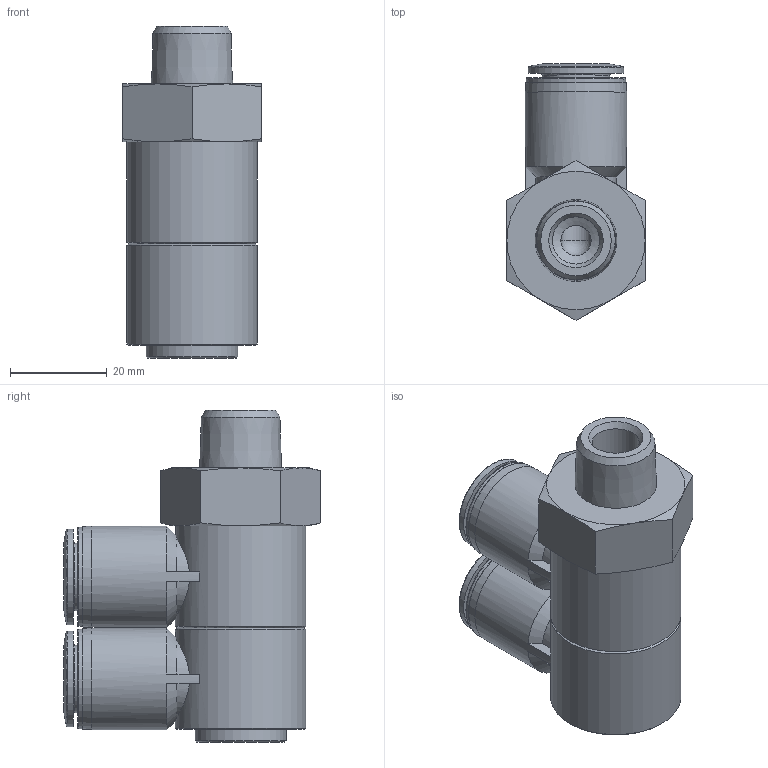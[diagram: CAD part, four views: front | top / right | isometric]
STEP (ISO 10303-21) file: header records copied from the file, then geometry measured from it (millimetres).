
FILE_DESCRIPTION(/* description */ ('STEP AP214'),/* implementation_level */ '2;1');
FILE_NAME(/* name */ '190774_QSLV2-3_8-1_2-U',/* time_stamp */ '2024-09-14T10:32:31+02:00',/* author */ ('License CC BY-ND 4.0'),/* organization */ ('CADENAS'),/* preprocessor_version */ 'ST-DEVELOPER v19.3',/* originating_system */ 'PARTsolutions',/* authorisation */ ' ');
FILE_SCHEMA (('AUTOMOTIVE_DESIGN {1 0 10303 214 3 1 1}'));
Length unit declared in the file: millimetre
Products named in the file (1): 190774 QSLV2-3/8-1/2-U
Bounding box: 28.67 x 53.25 x 68.8 mm (x, y, z)
Volume: 42591 mm3; surface area: 14339.4 mm2
Topology: 1 solids, 1 shells, 89 faces, 197 edges, 119 vertices
Faces by surface type: cone 28, plane 27, cylinder 25, torus 8, sphere 1
Full cylindrical faces by diameter (mm): 6.3 x3, 9.797 x1, 12.6 x2, 14 x2, 18.9 x1, 19.8 x2, 20.6 x2, 21 x2, 27 x2
Entity records: 2922 total; most frequent: CARTESIAN_POINT 521, DIRECTION 368, ORIENTED_EDGE 306, AXIS2_PLACEMENT_3D 173, EDGE_CURVE 153, EDGE_LOOP 141, FACE_BOUND 141, VERTEX_POINT 114
